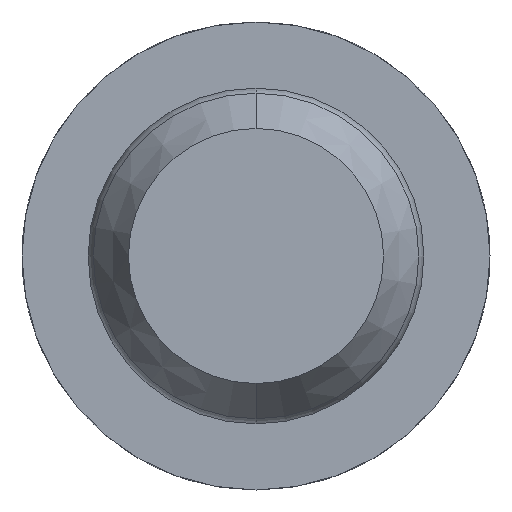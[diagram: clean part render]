
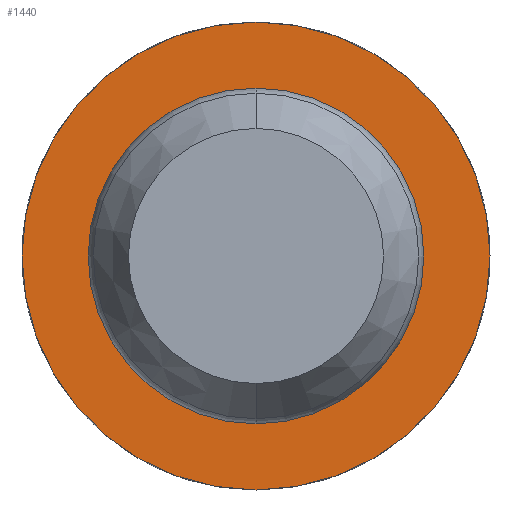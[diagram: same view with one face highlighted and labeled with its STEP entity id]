
A CAD part, front view. The second image highlights one B-rep face of the part: STEP entity #1440.
In plain terms, the highlighted planar face has unit normal (0, -1, 0).
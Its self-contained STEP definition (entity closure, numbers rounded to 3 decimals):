
#187 = AXIS2_PLACEMENT_3D ( 'NONE', #3550, #1048, #3596 ) ;
#356 = DIRECTION ( 'NONE',  ( 0., 1., 0. ) ) ;
#554 = CARTESIAN_POINT ( 'NONE',  ( 0., -10.5, 0.825 ) ) ;
#617 = FACE_BOUND ( 'NONE', #4747, .T. ) ;
#682 = VERTEX_POINT ( 'NONE', #554 ) ;
#735 = FACE_OUTER_BOUND ( 'NONE', #3751, .T. ) ;
#951 = AXIS2_PLACEMENT_3D ( 'NONE', #4162, #1265, #4542 ) ;
#1034 = EDGE_CURVE ( 'Defeature ausgef�hrt4_3+Defeature ausgef�hrt4_4+Defeature ausgef�hrt4_4+Defeature ausgef�hrt4_4', #4459, #2999, #2261, .T. ) ;
#1048 = DIRECTION ( 'NONE',  ( 0., 1., 0. ) ) ;
#1152 = CARTESIAN_POINT ( 'NONE',  ( 0., -10.5, 0. ) ) ;
#1243 = AXIS2_PLACEMENT_3D ( 'NONE', #1448, #356, #2556 ) ;
#1265 = DIRECTION ( 'NONE',  ( 0., 1., 0. ) ) ;
#1440 = ADVANCED_FACE ( 'Defeature ausgef�hrt4_4', ( #735, #617 ), #1822, .F. ) ;
#1448 = CARTESIAN_POINT ( 'NONE',  ( 1.15, -10.5, 0. ) ) ;
#1499 = DIRECTION ( 'NONE',  ( 0., 0., 1. ) ) ;
#1822 = PLANE ( 'NONE',  #1243 ) ;
#1974 = ORIENTED_EDGE ( 'NONE', *, *, #2570, .T. ) ;
#2086 = EDGE_CURVE ( 'Defeature ausgef�hrt4_4+Defeature ausgef�hrt4_5+Defeature ausgef�hrt4_5+Defeature ausgef�hrt4_5', #682, #2293, #4566, .T. ) ;
#2261 = CIRCLE ( 'NONE', #4198, 1.15 ) ;
#2293 = VERTEX_POINT ( 'NONE', #4734 ) ;
#2556 = DIRECTION ( 'NONE',  ( 0., 0., 1. ) ) ;
#2570 = EDGE_CURVE ( 'Defeature ausgef�hrt4_4+Defeature ausgef�hrt4_5+Defeature ausgef�hrt4_5+Defeature ausgef�hrt4_5', #2293, #682, #4466, .T. ) ;
#2623 = DIRECTION ( 'NONE',  ( 0., 0., 1. ) ) ;
#2780 = ORIENTED_EDGE ( 'NONE', *, *, #2086, .T. ) ;
#2889 = CARTESIAN_POINT ( 'NONE',  ( 0., -10.5, 1.15 ) ) ;
#2900 = ORIENTED_EDGE ( 'NONE', *, *, #1034, .F. ) ;
#2912 = AXIS2_PLACEMENT_3D ( 'NONE', #4084, #3399, #2623 ) ;
#2999 = VERTEX_POINT ( 'NONE', #4441 ) ;
#3399 = DIRECTION ( 'NONE',  ( 0., 1., 0. ) ) ;
#3429 = CIRCLE ( 'NONE', #187, 1.15 ) ;
#3550 = CARTESIAN_POINT ( 'NONE',  ( 0., -10.5, 0. ) ) ;
#3596 = DIRECTION ( 'NONE',  ( 0., 0., 1. ) ) ;
#3694 = DIRECTION ( 'NONE',  ( 0., 1., 0. ) ) ;
#3751 = EDGE_LOOP ( 'NONE', ( #2900, #4041 ) ) ;
#4004 = EDGE_CURVE ( 'Defeature ausgef�hrt4_3+Defeature ausgef�hrt4_4+Defeature ausgef�hrt4_4+Defeature ausgef�hrt4_4', #2999, #4459, #3429, .T. ) ;
#4041 = ORIENTED_EDGE ( 'NONE', *, *, #4004, .F. ) ;
#4084 = CARTESIAN_POINT ( 'NONE',  ( 0., -10.5, 0. ) ) ;
#4162 = CARTESIAN_POINT ( 'NONE',  ( 0., -10.5, 0. ) ) ;
#4198 = AXIS2_PLACEMENT_3D ( 'NONE', #1152, #3694, #1499 ) ;
#4441 = CARTESIAN_POINT ( 'NONE',  ( 0., -10.5, -1.15 ) ) ;
#4459 = VERTEX_POINT ( 'NONE', #2889 ) ;
#4466 = CIRCLE ( 'NONE', #2912, 0.825 ) ;
#4542 = DIRECTION ( 'NONE',  ( 0., 0., 1. ) ) ;
#4566 = CIRCLE ( 'NONE', #951, 0.825 ) ;
#4734 = CARTESIAN_POINT ( 'NONE',  ( 0., -10.5, -0.825 ) ) ;
#4747 = EDGE_LOOP ( 'NONE', ( #2780, #1974 ) ) ;
